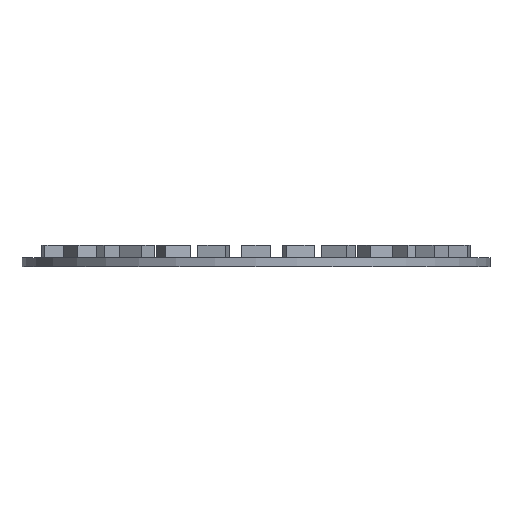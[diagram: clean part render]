
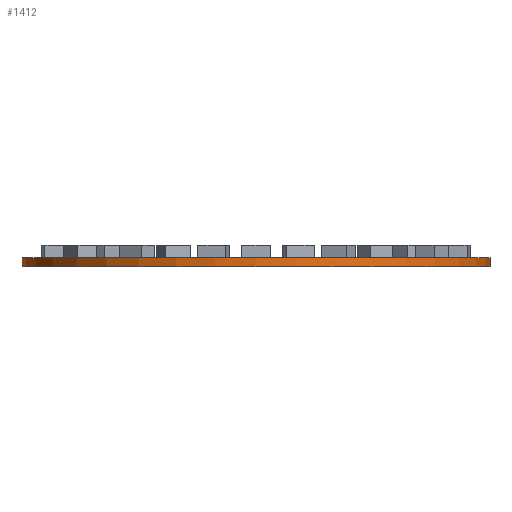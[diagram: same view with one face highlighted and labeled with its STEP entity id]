
A CAD part, front view. The second image highlights one B-rep face of the part: STEP entity #1412.
In plain terms, the highlighted cylindrical face has radius 30 mm (diameter 60 mm), a full revolution.
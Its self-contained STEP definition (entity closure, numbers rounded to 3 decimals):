
#34=CIRCLE('',#1514,30.);
#35=CIRCLE('',#1515,30.);
#37=CYLINDRICAL_SURFACE('',#1513,30.);
#114=FACE_OUTER_BOUND('',#193,.T.);
#193=EDGE_LOOP('',(#1191,#1192,#1193,#1194));
#394=LINE('',#2254,#576);
#576=VECTOR('',#1861,30.);
#699=VERTEX_POINT('',#2251);
#700=VERTEX_POINT('',#2253);
#884=EDGE_CURVE('',#699,#699,#34,.T.);
#885=EDGE_CURVE('',#699,#700,#394,.T.);
#886=EDGE_CURVE('',#700,#700,#35,.T.);
#1191=ORIENTED_EDGE('',*,*,#884,.F.);
#1192=ORIENTED_EDGE('',*,*,#885,.T.);
#1193=ORIENTED_EDGE('',*,*,#886,.T.);
#1194=ORIENTED_EDGE('',*,*,#885,.F.);
#1412=ADVANCED_FACE('',(#114),#37,.T.);
#1513=AXIS2_PLACEMENT_3D('',#2250,#1857,#1858);
#1514=AXIS2_PLACEMENT_3D('',#2252,#1859,#1860);
#1515=AXIS2_PLACEMENT_3D('',#2255,#1862,#1863);
#1857=DIRECTION('center_axis',(0.,0.,-1.));
#1858=DIRECTION('ref_axis',(-1.,0.,0.));
#1859=DIRECTION('center_axis',(0.,0.,-1.));
#1860=DIRECTION('ref_axis',(-1.,0.,0.));
#1861=DIRECTION('',(0.,0.,1.));
#1862=DIRECTION('center_axis',(0.,0.,-1.));
#1863=DIRECTION('ref_axis',(-1.,0.,0.));
#2250=CARTESIAN_POINT('Origin',(0.,0.,0.));
#2251=CARTESIAN_POINT('',(30.,0.,-1.17));
#2252=CARTESIAN_POINT('Origin',(0.,0.,-1.17));
#2253=CARTESIAN_POINT('',(30.,0.,0.));
#2254=CARTESIAN_POINT('',(30.,0.,0.));
#2255=CARTESIAN_POINT('Origin',(0.,0.,0.));
